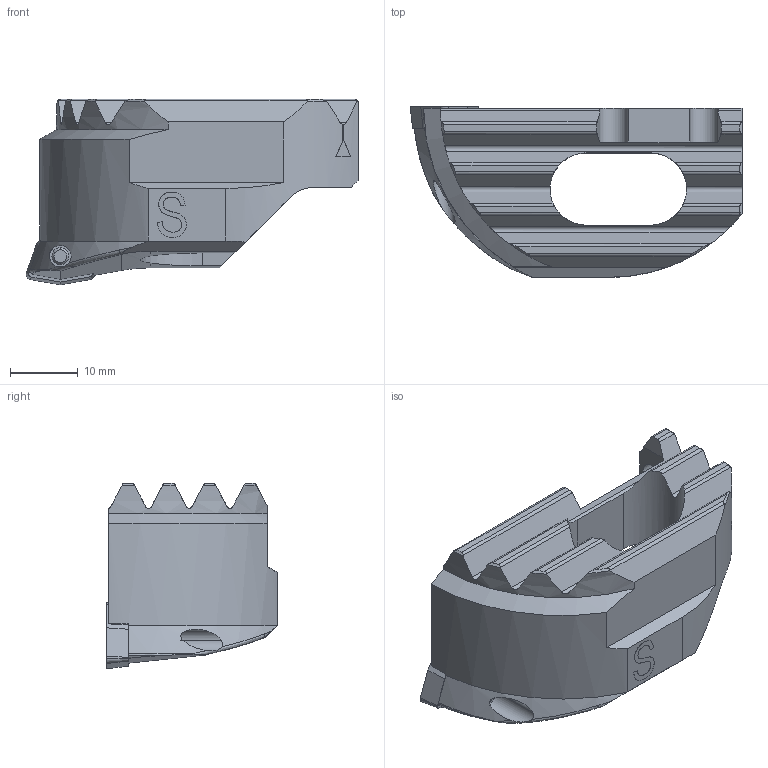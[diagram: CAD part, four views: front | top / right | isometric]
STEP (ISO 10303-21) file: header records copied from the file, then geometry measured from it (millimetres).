
FILE_DESCRIPTION(('no description'),'unknown implementation level');
FILE_NAME('28FC46C4-2A06-4346-98CA-0033B923F7E0_export.stp',' ',('CIMSOURCE GmbH'),('CADClick - KiM GmbH - www.kimweb.de'),'unknown preprocess','ACIS','unknown authorization');
FILE_SCHEMA(('automotive_design'));
Length unit declared in the file: millimetre
Products named in the file (3): 639.251 Kaiser 59-76 SW53 WC05 S|655.641 Kaiser WCMT 050308 K20C;Kombinieren1; 639.251 Kaiser 59-76 SW53 WC05 S|639.251 Kaiser 59-76 SW53 WC05 S;Marke; 639.251 Kaiser 59-76 SW53 WC05 S|694.131 Kaiser ETL M3 X 8,2 T9 IP 10S;Kreismuster1
Bounding box: 49 x 25.18 x 27.4 mm (x, y, z)
Volume: 12601.5 mm3; surface area: 5935.4 mm2
Topology: 3 solids, 3 shells, 211 faces, 586 edges, 381 vertices
Faces by surface type: plane 78, cylinder 65, bspline 30, cone 25, torus 8, sphere 5
Entity records: 17699 total; most frequent: CARTESIAN_POINT 5898, STYLED_ITEM 1179, PRESENTATION_STYLE_ASSIGNMENT 1179, COLOUR_RGB 1179, ORIENTED_EDGE 1168, DIRECTION 1015, EDGE_CURVE 584, CURVE_STYLE 584
